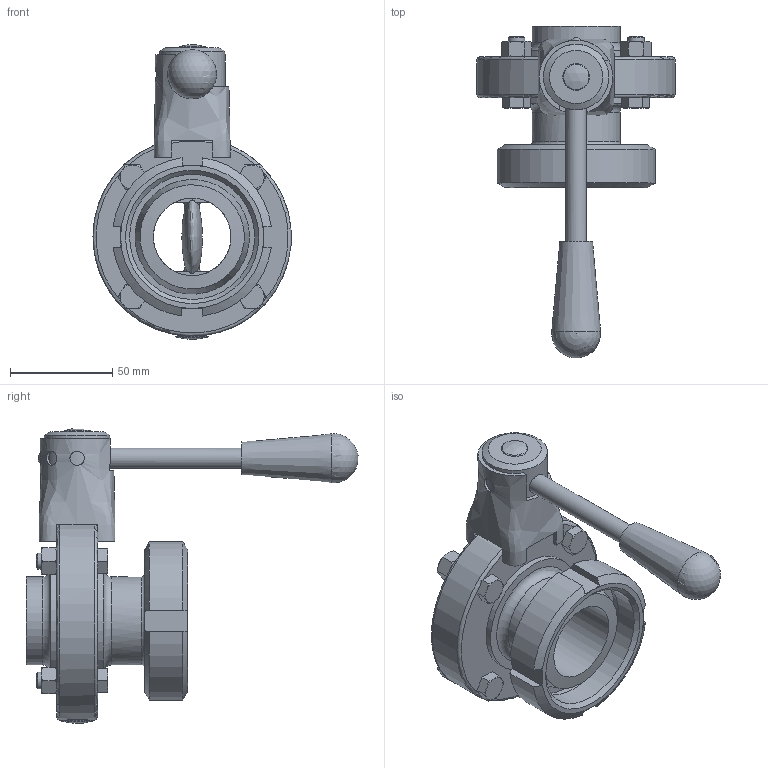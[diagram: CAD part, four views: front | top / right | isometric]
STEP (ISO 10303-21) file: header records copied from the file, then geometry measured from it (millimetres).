
FILE_DESCRIPTION(/* description */ (''),/* implementation_level */ '2;1');
FILE_NAME(/* name */ '31060040000.stp',/* time_stamp */ '2016-04-01T10:28:33+02:00',/* author */ ('Struska'),/* organization */ ('BUPOSPOL'),/* preprocessor_version */ 'ST-DEVELOPER v15.6',/* originating_system */ 'Autodesk Inventor 2015',/* authorisation */ '');
FILE_SCHEMA (('CONFIG_CONTROL_DESIGN'));
Length unit declared in the file: millimetre
Products named in the file (1): 31060040000
Bounding box: 96.84 x 162.31 x 143.98 mm (x, y, z)
Volume: 273701.9 mm3; surface area: 94963.1 mm2
Topology: 3 solids, 13 shells, 402 faces, 1007 edges, 642 vertices
Faces by surface type: plane 167, cone 117, cylinder 76, bspline 23, torus 16, sphere 3
Full cylindrical faces by diameter (mm): 1.8 x4, 5 x1, 6 x2, 7 x3, 8 x8, 8.5 x5, 9 x3, 10 x1, 10.2 x1, 12 x2, 12.1 x2, 13.7 x1, 13.9 x2, 14 x3, 14.2 x1, 32 x2, 38 x2, 43 x2, 48 x1, 49 x1, 54 x1, 54.6 x1, 59.5 x2, 61.19 x1, 65 x1, 97 x1
Entity records: 15727 total; most frequent: CARTESIAN_POINT 7108, ORIENTED_EDGE 1698, DIRECTION 1576, EDGE_CURVE 843, AXIS2_PLACEMENT_3D 688, VERTEX_POINT 583, EDGE_LOOP 542, STYLED_ITEM 403
